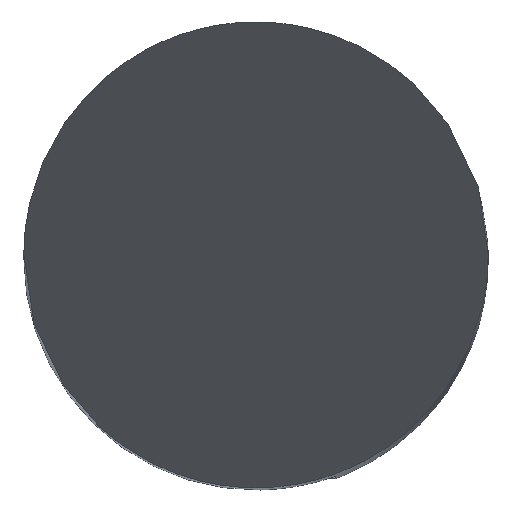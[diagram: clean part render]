
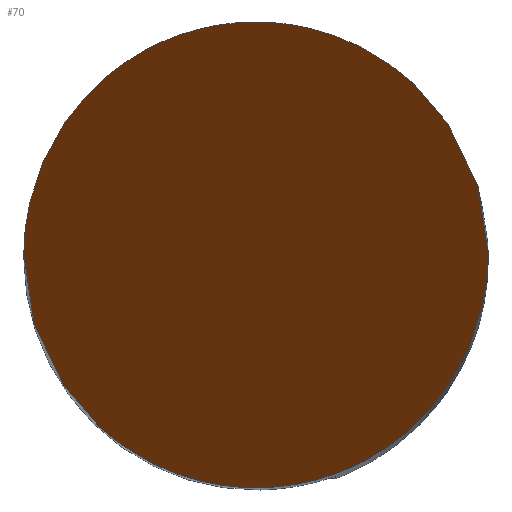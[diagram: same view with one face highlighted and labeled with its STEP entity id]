
A CAD part, top view. The second image highlights one B-rep face of the part: STEP entity #70.
In plain terms, the highlighted planar face has unit normal (0, -0.866, 0.5).
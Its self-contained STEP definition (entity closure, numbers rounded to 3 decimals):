
#70=ADVANCED_FACE('',(#117),#94,.F.);
#94=PLANE('',#607);
#117=FACE_OUTER_BOUND('',#148,.T.);
#148=EDGE_LOOP('',(#316,#317));
#316=ORIENTED_EDGE('',*,*,#482,.T.);
#317=ORIENTED_EDGE('',*,*,#466,.T.);
#413=VERTEX_POINT('',#918);
#414=VERTEX_POINT('',#919);
#466=EDGE_CURVE('',#413,#414,#547,.T.);
#482=EDGE_CURVE('',#414,#413,#551,.T.);
#547=(
BOUNDED_CURVE()
B_SPLINE_CURVE(3,(#914,#915,#916,#917),.UNSPECIFIED.,.F.,.F.)
B_SPLINE_CURVE_WITH_KNOTS((4,4),(0.,1.),.UNSPECIFIED.)
CURVE()
GEOMETRIC_REPRESENTATION_ITEM()
RATIONAL_B_SPLINE_CURVE((1.,0.333,0.333,1.))
REPRESENTATION_ITEM('')
);
#551=(
BOUNDED_CURVE()
B_SPLINE_CURVE(3,(#978,#979,#980,#981),.UNSPECIFIED.,.F.,.F.)
B_SPLINE_CURVE_WITH_KNOTS((4,4),(0.,1.),.UNSPECIFIED.)
CURVE()
GEOMETRIC_REPRESENTATION_ITEM()
RATIONAL_B_SPLINE_CURVE((1.,0.333,0.333,1.))
REPRESENTATION_ITEM('')
);
#607=AXIS2_PLACEMENT_3D('',#1013,#695,#696);
#695=DIRECTION('',(0.,0.866,-0.5));
#696=DIRECTION('',(0.,0.5,0.866));
#914=CARTESIAN_POINT('',(3.,0.,0.));
#915=CARTESIAN_POINT('',(3.,6.,10.392));
#916=CARTESIAN_POINT('',(-3.,6.,10.392));
#917=CARTESIAN_POINT('',(-3.,0.,0.));
#918=CARTESIAN_POINT('',(3.,0.,0.));
#919=CARTESIAN_POINT('',(-3.,0.,0.));
#978=CARTESIAN_POINT('',(-3.,0.,0.));
#979=CARTESIAN_POINT('',(-3.,-6.,-10.392));
#980=CARTESIAN_POINT('',(3.,-6.,-10.392));
#981=CARTESIAN_POINT('',(3.,0.,0.));
#1013=CARTESIAN_POINT('',(4.,3.,5.196));
